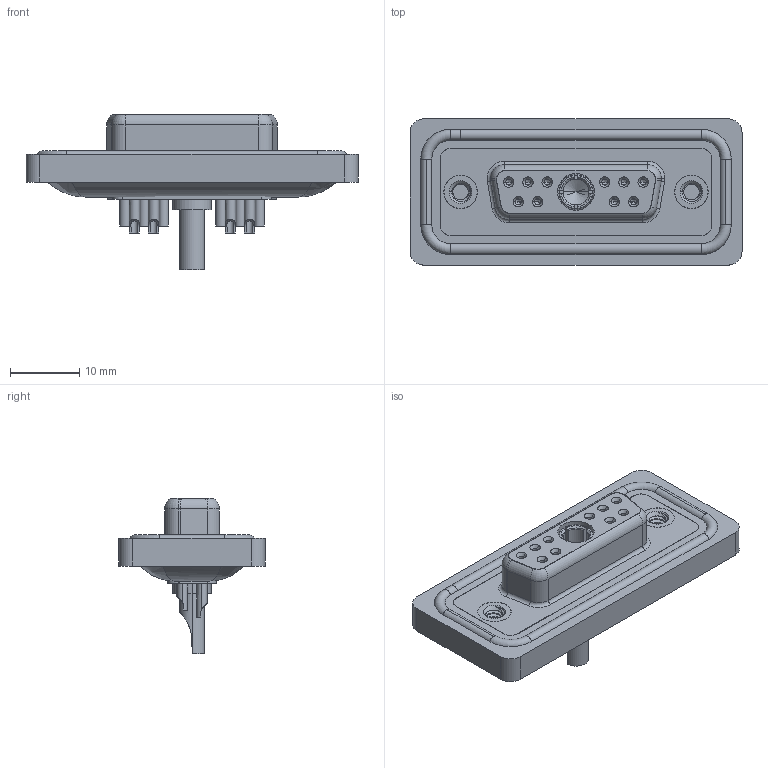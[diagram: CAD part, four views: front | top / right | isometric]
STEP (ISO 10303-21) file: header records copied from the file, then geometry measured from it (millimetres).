
FILE_DESCRIPTION (( 'STEP AP203' ), '1' );
FILE_NAME ('628W11W1322-2N2.STEP', '2024-04-09T15:12:59', ( '' ), ( '' ), 'SwSTEP 2.0', 'SolidWorks 2023', '' );
FILE_SCHEMA (( 'CONFIG_CONTROL_DESIGN' ));
Length unit declared in the file: millimetre
Products named in the file (9): 628Combo Threaded Rivet_2; 628Combo Housing_11W1; 628W11W1322-2N2; 628Combo Contact Row 1_22; 628Combo Shell Rear_15 Contacts; Power Socket_20A SC; 628Combo Shell Front_15 Contacts; 628Combo Waterproof Housing_15 Contacts; 628Combo Contact Row 2_22
Assembly tree (17 placements, depth 2):
  628W11W1322-2N2
    628Combo Housing_11W1
    628Combo Waterproof Housing_15 Contacts
    628Combo Shell Front_15 Contacts
    628Combo Shell Rear_15 Contacts
    628Combo Threaded Rivet_2  x2
    628Combo Contact Row 1_22  x6
    628Combo Contact Row 2_22  x4
    Power Socket_20A SC
Bounding box: 47.9 x 21.1 x 22.45 mm (x, y, z)
Volume: 6157.8 mm3; surface area: 10214.7 mm2
Topology: 19 solids, 19 shells, 1016 faces, 2530 edges, 1574 vertices
Faces by surface type: cylinder 424, plane 307, torus 155, cone 119, bspline 11
Entity records: 22356 total; most frequent: CARTESIAN_POINT 5638, DIRECTION 3457, ORIENTED_EDGE 3134, EDGE_CURVE 1567, AXIS2_PLACEMENT_3D 1404, VERTEX_POINT 994, CIRCLE 745, EDGE_LOOP 739
